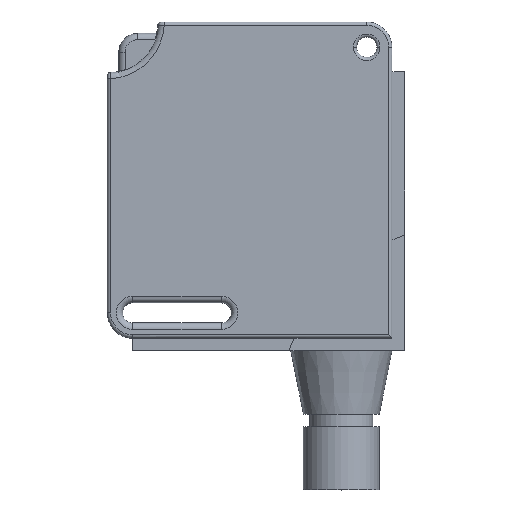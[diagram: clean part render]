
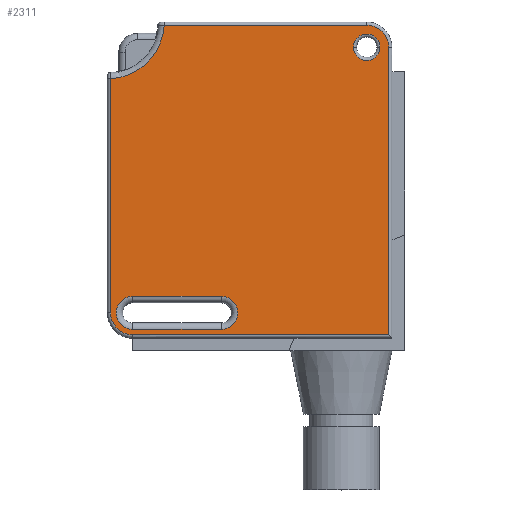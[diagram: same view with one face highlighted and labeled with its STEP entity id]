
A CAD part, top view. The second image highlights one B-rep face of the part: STEP entity #2311.
In plain terms, the highlighted planar face has unit normal (0, 0, 1).
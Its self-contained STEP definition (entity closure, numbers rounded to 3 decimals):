
#216=DIRECTION('',(-1.,0.,0.));
#217=VECTOR('',#216,14.);
#218=CARTESIAN_POINT('',(-4.5,-23.6,9.));
#219=LINE('',#218,#217);
#223=CARTESIAN_POINT('',(-4.5,-21.,9.));
#224=DIRECTION('',(0.,0.,-1.));
#225=DIRECTION('',(0.,1.,0.));
#226=AXIS2_PLACEMENT_3D('',#223,#224,#225);
#231=DIRECTION('',(1.,0.,0.));
#232=VECTOR('',#231,14.);
#233=CARTESIAN_POINT('',(-18.5,-18.4,9.));
#234=LINE('',#233,#232);
#238=CARTESIAN_POINT('',(-18.5,-21.,9.));
#239=DIRECTION('',(0.,0.,-1.));
#240=DIRECTION('',(0.,-1.,0.));
#241=AXIS2_PLACEMENT_3D('',#238,#239,#240);
#246=CARTESIAN_POINT('',(18.5,21.,9.));
#247=DIRECTION('',(0.,0.,-1.));
#248=DIRECTION('',(-1.,0.,0.));
#249=AXIS2_PLACEMENT_3D('',#246,#247,#248);
#254=CARTESIAN_POINT('',(18.5,21.,9.));
#255=DIRECTION('',(0.,0.,-1.));
#256=DIRECTION('',(1.,0.,0.));
#257=AXIS2_PLACEMENT_3D('',#254,#255,#256);
#262=DIRECTION('',(-1.,0.,0.));
#263=VECTOR('',#262,32.014);
#264=CARTESIAN_POINT('',(18.5,24.5,9.));
#265=LINE('',#264,#263);
#269=CARTESIAN_POINT('',(18.5,21.,9.));
#270=DIRECTION('',(0.,0.,1.));
#271=DIRECTION('',(1.,0.,0.));
#272=AXIS2_PLACEMENT_3D('',#269,#270,#271);
#277=DIRECTION('',(0.,1.,0.));
#278=VECTOR('',#277,45.5);
#279=CARTESIAN_POINT('',(22.,-24.5,9.));
#280=LINE('',#279,#278);
#284=DIRECTION('',(1.,0.,0.));
#285=VECTOR('',#284,40.5);
#286=CARTESIAN_POINT('',(-18.5,-24.5,9.));
#287=LINE('',#286,#285);
#291=CARTESIAN_POINT('',(-18.5,-21.,9.));
#292=DIRECTION('',(0.,0.,1.));
#293=DIRECTION('',(-1.,0.,0.));
#294=AXIS2_PLACEMENT_3D('',#291,#292,#293);
#299=DIRECTION('',(0.,-1.,0.));
#300=VECTOR('',#299,37.014);
#301=CARTESIAN_POINT('',(-22.,16.014,9.));
#302=LINE('',#301,#300);
#306=CARTESIAN_POINT('',(-22.5,25.,9.));
#307=DIRECTION('',(0.,0.,1.));
#308=DIRECTION('',(0.056,-0.998,0.));
#309=AXIS2_PLACEMENT_3D('',#306,#307,#308);
#499=CARTESIAN_POINT('',(-13.514,24.5,9.));
#1931=CARTESIAN_POINT('',(-4.5,-23.6,9.));
#1932=CARTESIAN_POINT('',(-18.5,-23.6,9.));
#1933=VERTEX_POINT('',#1931);
#1934=VERTEX_POINT('',#1932);
#1939=CARTESIAN_POINT('',(-18.5,-18.4,9.));
#1940=VERTEX_POINT('',#1939);
#1943=CARTESIAN_POINT('',(-4.5,-18.4,9.));
#1944=VERTEX_POINT('',#1943);
#1967=CARTESIAN_POINT('',(16.4,21.,9.));
#1968=CARTESIAN_POINT('',(20.6,21.,9.));
#1969=VERTEX_POINT('',#1967);
#1970=VERTEX_POINT('',#1968);
#2051=VERTEX_POINT('',#499);
#2053=CARTESIAN_POINT('',(18.5,24.5,9.));
#2054=VERTEX_POINT('',#2053);
#2057=CARTESIAN_POINT('',(22.,21.,9.));
#2058=VERTEX_POINT('',#2057);
#2061=CARTESIAN_POINT('',(22.,-24.5,9.));
#2062=VERTEX_POINT('',#2061);
#2063=CARTESIAN_POINT('',(-18.5,-24.5,9.));
#2064=VERTEX_POINT('',#2063);
#2065=CARTESIAN_POINT('',(-22.,-21.,9.));
#2066=VERTEX_POINT('',#2065);
#2071=CARTESIAN_POINT('',(-22.,16.014,9.));
#2072=VERTEX_POINT('',#2071);
#2275=CARTESIAN_POINT('',(0.,0.,9.));
#2276=DIRECTION('',(0.,0.,1.));
#2277=DIRECTION('',(1.,0.,0.));
#2278=AXIS2_PLACEMENT_3D('',#2275,#2276,#2277);
#2279=PLANE('',#2278);
#2281=ORIENTED_EDGE('',*,*,#2280,.F.);
#2283=ORIENTED_EDGE('',*,*,#2282,.F.);
#2285=ORIENTED_EDGE('',*,*,#2284,.F.);
#2287=ORIENTED_EDGE('',*,*,#2286,.F.);
#2289=ORIENTED_EDGE('',*,*,#2288,.F.);
#2291=ORIENTED_EDGE('',*,*,#2290,.F.);
#2293=ORIENTED_EDGE('',*,*,#2292,.T.);
#2294=EDGE_LOOP('',(#2281,#2283,#2285,#2287,#2289,#2291,#2293));
#2295=FACE_OUTER_BOUND('',#2294,.F.);
#2297=ORIENTED_EDGE('',*,*,#2296,.F.);
#2299=ORIENTED_EDGE('',*,*,#2298,.F.);
#2300=ORIENTED_EDGE('',*,*,#2265,.F.);
#2302=ORIENTED_EDGE('',*,*,#2301,.F.);
#2303=EDGE_LOOP('',(#2297,#2299,#2300,#2302));
#2304=FACE_BOUND('',#2303,.F.);
#2306=ORIENTED_EDGE('',*,*,#2305,.F.);
#2308=ORIENTED_EDGE('',*,*,#2307,.F.);
#2309=EDGE_LOOP('',(#2306,#2308));
#2310=FACE_BOUND('',#2309,.F.);
#2311=ADVANCED_FACE('',(#2295,#2304,#2310),#2279,.T.);
#227=CIRCLE('',#226,2.6);
#242=CIRCLE('',#241,2.6);
#250=CIRCLE('',#249,2.1);
#258=CIRCLE('',#257,2.1);
#273=CIRCLE('',#272,3.5);
#295=CIRCLE('',#294,3.5);
#310=CIRCLE('',#309,9.);
#2265=EDGE_CURVE('',#1940,#1944,#234,.T.);
#2280=EDGE_CURVE('',#2054,#2051,#265,.T.);
#2282=EDGE_CURVE('',#2058,#2054,#273,.T.);
#2284=EDGE_CURVE('',#2062,#2058,#280,.T.);
#2286=EDGE_CURVE('',#2064,#2062,#287,.T.);
#2288=EDGE_CURVE('',#2066,#2064,#295,.T.);
#2290=EDGE_CURVE('',#2072,#2066,#302,.T.);
#2292=EDGE_CURVE('',#2072,#2051,#310,.T.);
#2296=EDGE_CURVE('',#1933,#1934,#219,.T.);
#2298=EDGE_CURVE('',#1944,#1933,#227,.T.);
#2301=EDGE_CURVE('',#1934,#1940,#242,.T.);
#2305=EDGE_CURVE('',#1969,#1970,#250,.T.);
#2307=EDGE_CURVE('',#1970,#1969,#258,.T.);
